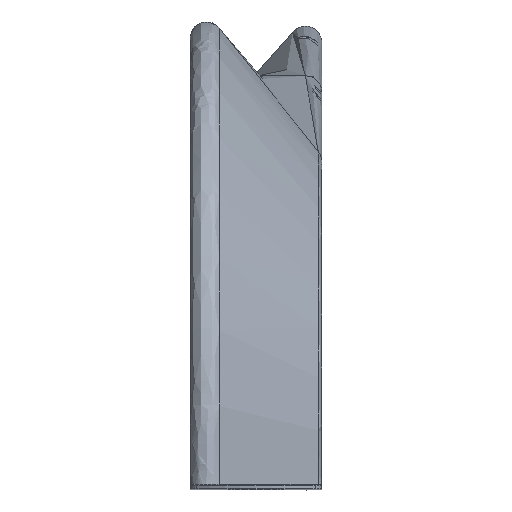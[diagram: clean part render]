
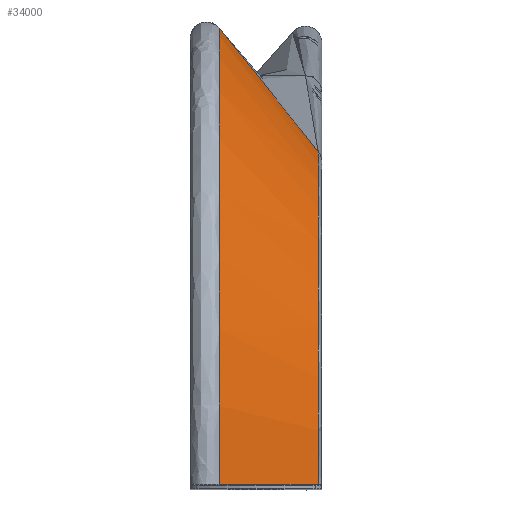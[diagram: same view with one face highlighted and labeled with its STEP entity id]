
A CAD part, top view. The second image highlights one B-rep face of the part: STEP entity #34000.
In plain terms, the highlighted conical face has half-angle 51.34 degrees and reference radius 20 mm.
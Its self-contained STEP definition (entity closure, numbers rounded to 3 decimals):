
#5180=CARTESIAN_POINT('',(1.781,0.,
27.774));
#5190=VERTEX_POINT('',#5180);
#5220=CARTESIAN_POINT('',(8.,0.,20.));
#5230=DIRECTION('',(-0.625,0.,0.781));
#5240=VECTOR('',#5230,1.);
#5250=LINE('',#5220,#5240);
#5260=CARTESIAN_POINT('',(7.781,0.,
20.274));
#5270=VERTEX_POINT('',#5260);
#5280=EDGE_CURVE('',#5270,#5190,#5250,.T.);
#9120=CARTESIAN_POINT('',(7.781,20.274,
0.));
#9130=VERTEX_POINT('',#9120);
#9160=CARTESIAN_POINT('',(8.,20.,0.));
#9170=DIRECTION('',(-0.625,0.781,
0.));
#9180=VECTOR('',#9170,25.612);
#9190=LINE('',#9160,#9180);
#9200=CARTESIAN_POINT('',(4.,25.,
0.));
#9210=VERTEX_POINT('',#9200);
#9220=EDGE_CURVE('',#9130,#9210,#9190,.T.);
#9240=CARTESIAN_POINT('',(1.781,27.774,
0.));
#9250=VERTEX_POINT('',#9240);
#9260=EDGE_CURVE('',#9210,#9250,#9190,.T.);
#33440=CARTESIAN_POINT('',(8.,0.,
0.));
#33450=DIRECTION('',(-1.,0.,0.));
#33460=DIRECTION('',(0.,1.,0.));
#33470=AXIS2_PLACEMENT_3D('',#33440,#33450,#33460);
#33480=CONICAL_SURFACE('',#33470,20.,0.896);
#33490=ORIENTED_EDGE('',*,*,#9260,.T.);
#33500=ORIENTED_EDGE('',*,*,#9220,.T.);
#33510=CARTESIAN_POINT('',(7.781,-0.999,
20.249));
#33520=CARTESIAN_POINT('',(7.781,0.513,
20.324));
#33530=CARTESIAN_POINT('',(7.781,2.029,
20.229));
#33540=CARTESIAN_POINT('',(7.781,5.071,
19.693));
#33550=CARTESIAN_POINT('',(7.781,6.584,
19.239));
#33560=CARTESIAN_POINT('',(7.781,9.476,
17.992));
#33570=CARTESIAN_POINT('',(7.781,10.844,
17.202));
#33580=CARTESIAN_POINT('',(7.781,13.37,
15.322));
#33590=CARTESIAN_POINT('',(7.781,14.519,
14.238));
#33600=CARTESIAN_POINT('',(7.781,16.543,
11.826));
#33610=CARTESIAN_POINT('',(7.781,17.411,
10.506));
#33620=CARTESIAN_POINT('',(7.781,18.824,
7.692));
#33630=CARTESIAN_POINT('',(7.781,19.364,
6.207));
#33640=CARTESIAN_POINT('',(7.781,20.085,
3.165));
#33650=CARTESIAN_POINT('',(7.781,20.269,
1.619));
#33660=CARTESIAN_POINT('',(7.781,20.274,
0.043));
#33670=CARTESIAN_POINT('',(7.781,20.274,
0.022));
#33680=CARTESIAN_POINT('',(7.781,20.274,
0.));
#33690=B_SPLINE_CURVE_WITH_KNOTS('',3,(#33510,#33520,#33530,#33540,
#33550,#33560,#33570,#33580,#33590,#33600,#33610,#33620,#33630,#33640,
#33650,#33660,#33670,#33680),.UNSPECIFIED.,.F.,.F.,(4,2,2,2,2,2,2,2,4),(
4.663,4.887,5.12,5.352,
5.585,5.818,6.05,6.28,
6.283),.UNSPECIFIED.);
#33700=EDGE_CURVE('',#5270,#9130,#33690,.T.);
#33710=ORIENTED_EDGE('',*,*,#33700,.T.);
#33720=ORIENTED_EDGE('',*,*,#5280,.F.);
#33730=CARTESIAN_POINT('',(1.781,-1.,
27.756));
#33740=CARTESIAN_POINT('',(1.781,-0.667,
27.768));
#33750=CARTESIAN_POINT('',(1.781,-0.334,
27.774));
#33760=CARTESIAN_POINT('',(1.781,2.08,
27.774));
#33770=CARTESIAN_POINT('',(1.781,4.153,
27.54));
#33780=CARTESIAN_POINT('',(1.781,8.208,
26.615));
#33790=CARTESIAN_POINT('',(1.781,10.177,
25.926));
#33800=CARTESIAN_POINT('',(1.781,13.924,
24.121));
#33810=CARTESIAN_POINT('',(1.781,15.691,
23.011));
#33820=CARTESIAN_POINT('',(1.781,18.943,
20.418));
#33830=CARTESIAN_POINT('',(1.781,20.418,
18.943));
#33840=CARTESIAN_POINT('',(1.781,23.011,
15.691));
#33850=CARTESIAN_POINT('',(1.781,24.121,
13.924));
#33860=CARTESIAN_POINT('',(1.781,25.926,
10.177));
#33870=CARTESIAN_POINT('',(1.781,26.615,
8.208));
#33880=CARTESIAN_POINT('',(1.781,27.526,
4.215));
#33890=CARTESIAN_POINT('',(1.781,27.759,
2.206));
#33900=CARTESIAN_POINT('',(1.781,27.773,
0.16));
#33910=CARTESIAN_POINT('',(1.781,27.774,
0.128));
#33920=CARTESIAN_POINT('',(1.781,27.774,
0.064));
#33930=CARTESIAN_POINT('',(1.781,27.774,
0.032));
#33940=CARTESIAN_POINT('',(1.781,27.774,
0.));
#33950=B_SPLINE_CURVE_WITH_KNOTS('',3,(#33730,#33740,#33750,#33760,
#33770,#33780,#33790,#33800,#33810,#33820,#33830,#33840,#33850,#33860,
#33870,#33880,#33890,#33900,#33910,#33920,#33930,#33940),.UNSPECIFIED.,
.F.,.F.,(4,2,2,2,2,2,2,2,2,2,4),(4.676,4.712,
4.937,5.161,5.386,5.61,
5.834,6.059,6.276,6.28,
6.283),.UNSPECIFIED.);
#33960=EDGE_CURVE('',#5190,#9250,#33950,.T.);
#33970=ORIENTED_EDGE('',*,*,#33960,.F.);
#33980=EDGE_LOOP('',(#33970,#33720,#33710,#33500,#33490));
#33990=FACE_OUTER_BOUND('',#33980,.T.);
#34000=ADVANCED_FACE('',(#33990),#33480,.T.);
